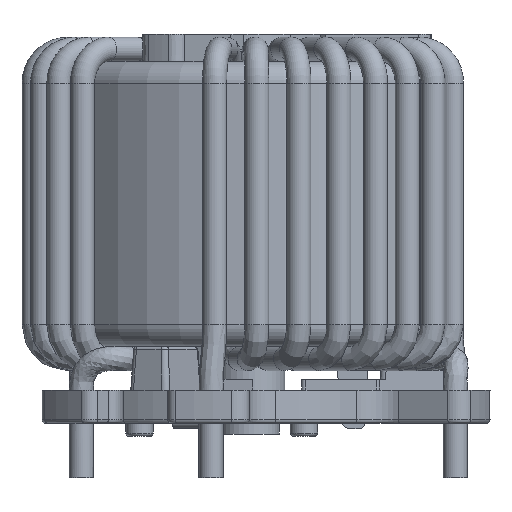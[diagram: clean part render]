
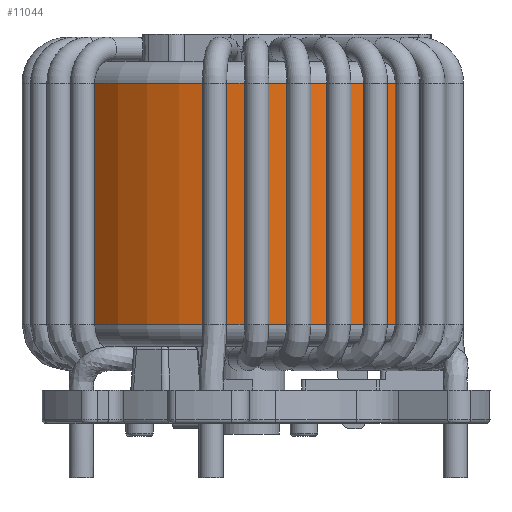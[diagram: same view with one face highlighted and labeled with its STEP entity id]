
A CAD part, left-side view. The second image highlights one B-rep face of the part: STEP entity #11044.
In plain terms, the highlighted cylindrical face has radius 18.6 mm (diameter 37.2 mm), a full revolution.
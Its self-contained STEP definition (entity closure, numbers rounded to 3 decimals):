
#504=CYLINDRICAL_SURFACE('',#12003,18.6);
#817=CIRCLE('',#12002,18.6);
#818=CIRCLE('',#12004,18.6);
#2613=ORIENTED_EDGE('',*,*,#4966,.F.);
#2614=ORIENTED_EDGE('',*,*,#4965,.F.);
#4965=EDGE_CURVE('',#6261,#6261,#817,.T.);
#4966=EDGE_CURVE('',#6262,#6262,#818,.T.);
#6261=VERTEX_POINT('',#17444);
#6262=VERTEX_POINT('',#17447);
#9150=EDGE_LOOP('',(#2613));
#9151=EDGE_LOOP('',(#2614));
#9944=FACE_BOUND('',#9150,.T.);
#9945=FACE_BOUND('',#9151,.T.);
#11044=ADVANCED_FACE('',(#9944,#9945),#504,.T.);
#12002=AXIS2_PLACEMENT_3D('',#17443,#14126,#14127);
#12003=AXIS2_PLACEMENT_3D('',#17445,#14128,#14129);
#12004=AXIS2_PLACEMENT_3D('',#17446,#14130,#14131);
#14126=DIRECTION('',(0.,-1.,0.));
#14127=DIRECTION('',(-1.,0.,0.));
#14128=DIRECTION('',(0.,1.,0.));
#14129=DIRECTION('',(1.,0.,0.));
#14130=DIRECTION('',(0.,1.,0.));
#14131=DIRECTION('',(-1.,0.,0.));
#17443=CARTESIAN_POINT('',(0.,2.,0.));
#17444=CARTESIAN_POINT('',(-18.6,2.,0.));
#17445=CARTESIAN_POINT('',(0.,0.,0.));
#17446=CARTESIAN_POINT('',(0.,24.,0.));
#17447=CARTESIAN_POINT('',(-18.6,24.,0.));
